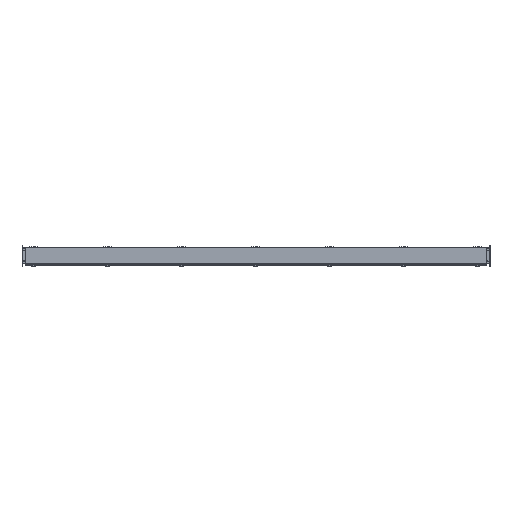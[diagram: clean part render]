
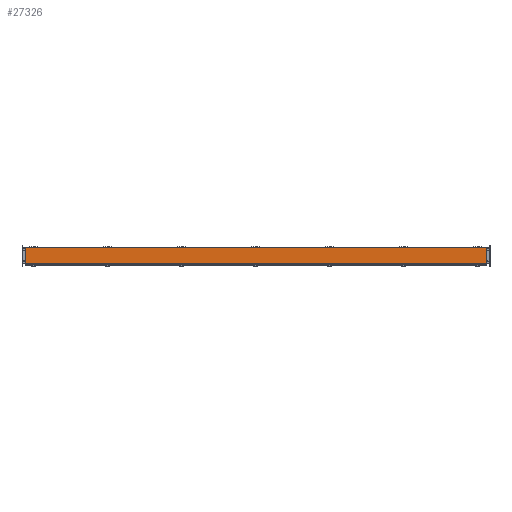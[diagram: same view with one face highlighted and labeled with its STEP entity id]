
A CAD part, top view. The second image highlights one B-rep face of the part: STEP entity #27326.
In plain terms, the highlighted planar face has unit normal (0, 0, 1).
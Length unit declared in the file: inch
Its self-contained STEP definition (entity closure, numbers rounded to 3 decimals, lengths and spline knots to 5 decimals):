
#206 = DIRECTION ( 'NONE',  ( 0., 1., 0. ) ) ;
#308 = DIRECTION ( 'NONE',  ( 1., 0., 0. ) ) ;
#906 = DIRECTION ( 'NONE',  ( 0., 0., 1. ) ) ;
#1093 = CARTESIAN_POINT ( 'NONE',  ( -59.218, 2.0785, 4.172 ) ) ;
#1622 = VECTOR ( 'NONE', #206, 39.37008 ) ;
#2131 = DIRECTION ( 'NONE',  ( 0., -1., 0. ) ) ;
#2151 = EDGE_CURVE ( 'NONE', #18197, #21831, #15301, .T. ) ;
#2429 = LINE ( 'NONE', #14224, #26390 ) ;
#3393 = CARTESIAN_POINT ( 'NONE',  ( 59.25, -2.0805, 4.172 ) ) ;
#6623 = PLANE ( 'NONE',  #23184 ) ;
#6915 = ORIENTED_EDGE ( 'NONE', *, *, #23106, .T. ) ;
#7047 = VECTOR ( 'NONE', #2131, 39.37008 ) ;
#9172 = ORIENTED_EDGE ( 'NONE', *, *, #13287, .T. ) ;
#10344 = VECTOR ( 'NONE', #12446, 39.37008 ) ;
#10834 = VERTEX_POINT ( 'NONE', #20613 ) ;
#12446 = DIRECTION ( 'NONE',  ( -1., 0., 0. ) ) ;
#13287 = EDGE_CURVE ( 'NONE', #32273, #18197, #22869, .T. ) ;
#13540 = EDGE_LOOP ( 'NONE', ( #23957, #6915, #9172, #26520 ) ) ;
#14224 = CARTESIAN_POINT ( 'NONE',  ( -59.218, -2.0805, 4.172 ) ) ;
#14549 = CARTESIAN_POINT ( 'NONE',  ( -59.218, 2.0785, 4.172 ) ) ;
#15301 = LINE ( 'NONE', #14549, #10344 ) ;
#18197 = VERTEX_POINT ( 'NONE', #25294 ) ;
#18255 = DIRECTION ( 'NONE',  ( 1., 0., 0. ) ) ;
#20613 = CARTESIAN_POINT ( 'NONE',  ( -59.218, -2.0805, 4.172 ) ) ;
#21241 = EDGE_CURVE ( 'NONE', #21831, #10834, #22500, .T. ) ;
#21292 = CARTESIAN_POINT ( 'NONE',  ( -59.218, -2.1885, 4.172 ) ) ;
#21831 = VERTEX_POINT ( 'NONE', #1093 ) ;
#22310 = CARTESIAN_POINT ( 'NONE',  ( -59.218, -2.1885, 4.172 ) ) ;
#22500 = LINE ( 'NONE', #22310, #7047 ) ;
#22869 = LINE ( 'NONE', #29351, #1622 ) ;
#23106 = EDGE_CURVE ( 'NONE', #10834, #32273, #2429, .T. ) ;
#23184 = AXIS2_PLACEMENT_3D ( 'NONE', #21292, #906, #18255 ) ;
#23957 = ORIENTED_EDGE ( 'NONE', *, *, #21241, .T. ) ;
#25294 = CARTESIAN_POINT ( 'NONE',  ( 59.25, 2.0785, 4.172 ) ) ;
#26390 = VECTOR ( 'NONE', #308, 39.37008 ) ;
#26520 = ORIENTED_EDGE ( 'NONE', *, *, #2151, .T. ) ;
#27326 = ADVANCED_FACE ( 'NONE', ( #36155 ), #6623, .T. ) ;
#29351 = CARTESIAN_POINT ( 'NONE',  ( 59.25, -2.1885, 4.172 ) ) ;
#32273 = VERTEX_POINT ( 'NONE', #3393 ) ;
#36155 = FACE_OUTER_BOUND ( 'NONE', #13540, .T. ) ;
